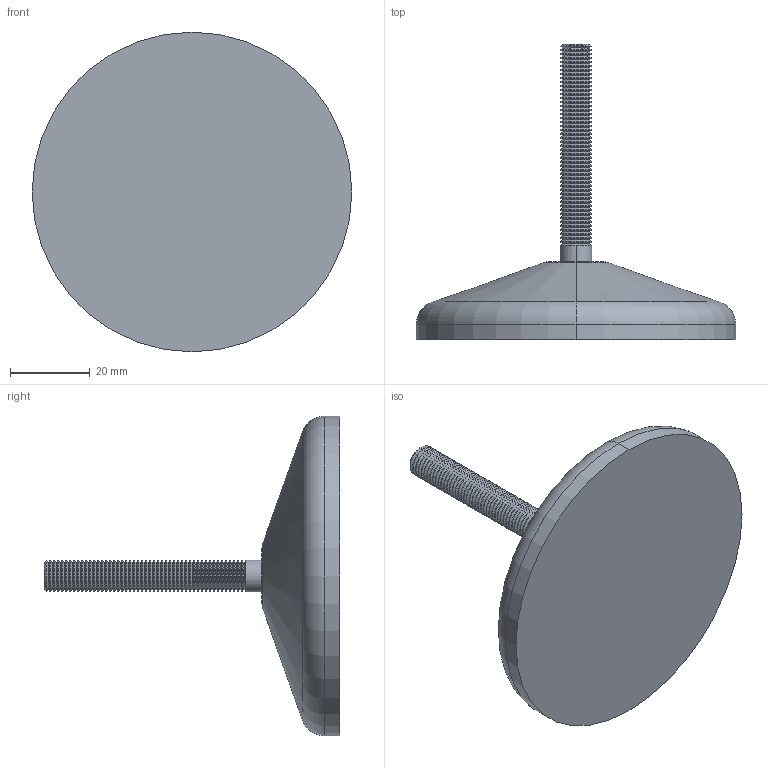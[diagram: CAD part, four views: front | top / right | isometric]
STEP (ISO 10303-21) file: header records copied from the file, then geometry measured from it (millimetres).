
FILE_DESCRIPTION (( 'STEP AP203' ), '1' );
FILE_NAME ('084.402.001.STEP', '2013-01-23T09:59:45', ( 'Alusic' ), ( 'Alusic' ), 'SwSTEP 2.0', 'SolidWorks 2011', '' );
FILE_SCHEMA (( 'CONFIG_CONTROL_DESIGN' ));
Length unit declared in the file: millimetre
Products named in the file (1): 084.402.001
Bounding box: 80 x 74 x 80 mm (x, y, z)
Volume: 65320.8 mm3; surface area: 14449.8 mm2
Topology: 1 solids, 1 shells, 315 faces, 628 edges, 316 vertices
Faces by surface type: cone 204, cylinder 104, torus 4, plane 3
Entity records: 7955 total; most frequent: DIRECTION 1580, CARTESIAN_POINT 1260, ORIENTED_EDGE 1256, AXIS2_PLACEMENT_3D 636, EDGE_CURVE 628, CIRCLE 320, EDGE_LOOP 316, VERTEX_POINT 316
